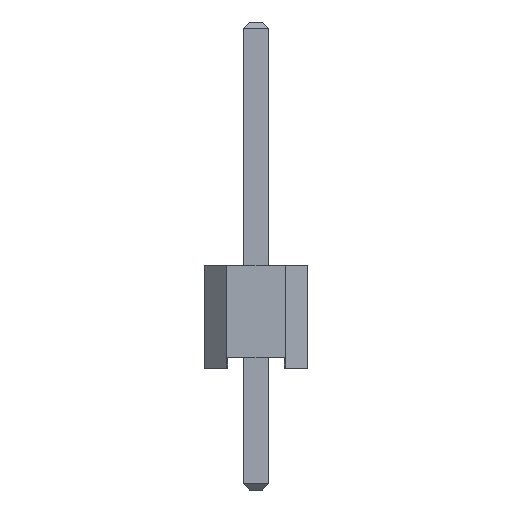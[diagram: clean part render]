
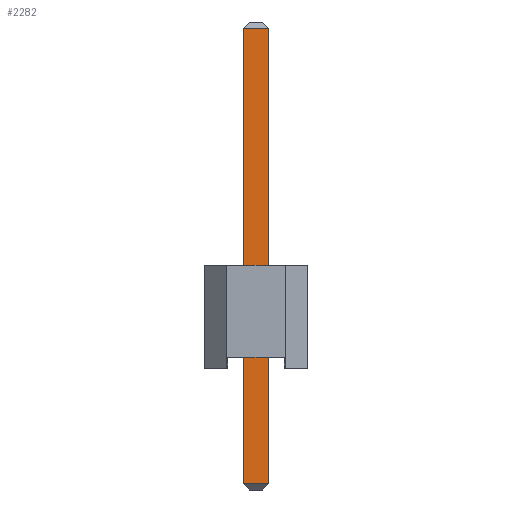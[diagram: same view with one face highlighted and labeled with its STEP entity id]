
A CAD part, left-side view. The second image highlights one B-rep face of the part: STEP entity #2282.
In plain terms, the highlighted planar face has unit normal (-1, 0, 0).
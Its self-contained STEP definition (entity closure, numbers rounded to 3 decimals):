
#62=FACE_OUTER_BOUND('',#202,.T.);
#202=EDGE_LOOP('',(#1593,#1594,#1595,#1596));
#353=LINE('',#3247,#673);
#367=LINE('',#3273,#687);
#378=LINE('',#3296,#698);
#380=LINE('',#3299,#700);
#673=VECTOR('',#2632,10.);
#687=VECTOR('',#2654,10.);
#698=VECTOR('',#2677,10.);
#700=VECTOR('',#2681,10.);
#981=VERTEX_POINT('',#3245);
#982=VERTEX_POINT('',#3246);
#990=VERTEX_POINT('',#3271);
#994=VERTEX_POINT('',#3284);
#1193=EDGE_CURVE('',#981,#982,#353,.T.);
#1207=EDGE_CURVE('',#981,#990,#367,.T.);
#1218=EDGE_CURVE('',#994,#990,#378,.T.);
#1220=EDGE_CURVE('',#982,#994,#380,.T.);
#1593=ORIENTED_EDGE('',*,*,#1193,.F.);
#1594=ORIENTED_EDGE('',*,*,#1207,.T.);
#1595=ORIENTED_EDGE('',*,*,#1218,.F.);
#1596=ORIENTED_EDGE('',*,*,#1220,.F.);
#2142=PLANE('',#2446);
#2282=ADVANCED_FACE('',(#62),#2142,.T.);
#2446=AXIS2_PLACEMENT_3D('',#3298,#2679,#2680);
#2632=DIRECTION('',(0.,1.,0.));
#2654=DIRECTION('',(0.,0.,1.));
#2677=DIRECTION('',(0.,-1.,0.));
#2679=DIRECTION('center_axis',(-1.,0.,0.));
#2680=DIRECTION('ref_axis',(0.,-1.,0.));
#2681=DIRECTION('',(0.,0.,1.));
#3245=CARTESIAN_POINT('',(-5.4,-0.32,-2.8));
#3246=CARTESIAN_POINT('',(-5.4,0.32,-2.8));
#3247=CARTESIAN_POINT('',(-5.4,0.16,-2.8));
#3271=CARTESIAN_POINT('',(-5.4,-0.32,8.44));
#3273=CARTESIAN_POINT('',(-5.4,-0.32,-2.95));
#3284=CARTESIAN_POINT('',(-5.4,0.32,8.44));
#3296=CARTESIAN_POINT('',(-5.4,0.16,8.44));
#3298=CARTESIAN_POINT('Origin',(-5.4,0.32,-2.95));
#3299=CARTESIAN_POINT('',(-5.4,0.32,-2.95));
